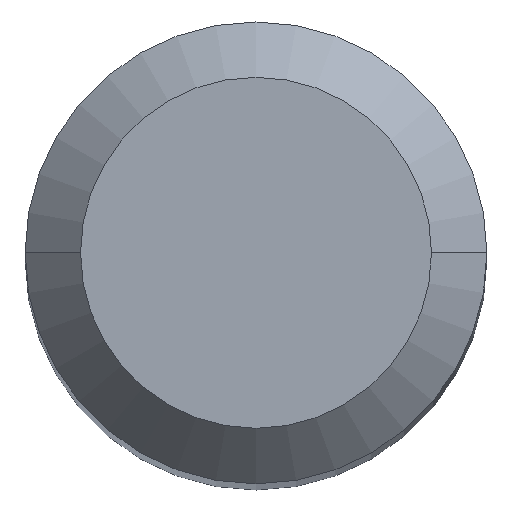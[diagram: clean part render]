
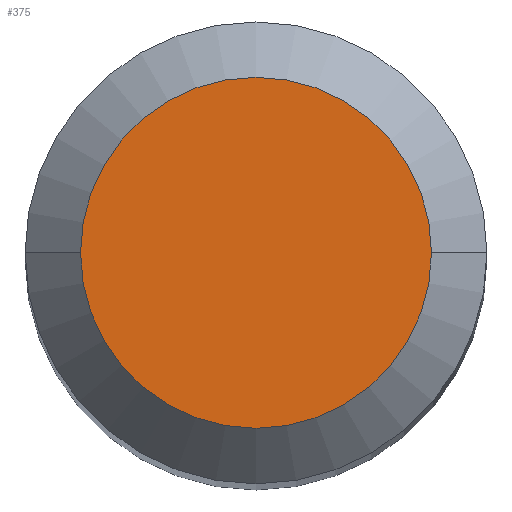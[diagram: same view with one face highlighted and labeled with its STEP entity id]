
A CAD part, top view. The second image highlights one B-rep face of the part: STEP entity #375.
In plain terms, the highlighted planar face has unit normal (0, 0, 1).
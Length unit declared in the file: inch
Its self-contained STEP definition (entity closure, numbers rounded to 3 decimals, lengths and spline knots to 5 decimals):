
#46 = DIRECTION ( 'NONE',  ( 0., 0., 1. ) ) ;
#110 = CIRCLE ( 'NONE', #548, 0.0475 ) ;
#181 = DIRECTION ( 'NONE',  ( 1., 0., 0. ) ) ;
#184 = FACE_OUTER_BOUND ( 'NONE', #906, .T. ) ;
#224 = AXIS2_PLACEMENT_3D ( 'NONE', #327, #46, #181 ) ;
#236 = VERTEX_POINT ( 'NONE', #677 ) ;
#304 = EDGE_CURVE ( 'NONE', #236, #796, #110, .T. ) ;
#317 = DIRECTION ( 'NONE',  ( 0., 0., 1. ) ) ;
#327 = CARTESIAN_POINT ( 'NONE',  ( 0., 0., 1.5 ) ) ;
#375 = ADVANCED_FACE ( 'NONE', ( #184 ), #647, .T. ) ;
#404 = AXIS2_PLACEMENT_3D ( 'NONE', #409, #317, #724 ) ;
#409 = CARTESIAN_POINT ( 'NONE',  ( 0., 0., 1.5 ) ) ;
#499 = CIRCLE ( 'NONE', #224, 0.0475 ) ;
#548 = AXIS2_PLACEMENT_3D ( 'NONE', #876, #577, #887 ) ;
#577 = DIRECTION ( 'NONE',  ( 0., 0., 1. ) ) ;
#647 = PLANE ( 'NONE',  #404 ) ;
#677 = CARTESIAN_POINT ( 'NONE',  ( 0.0475, 0., 1.5 ) ) ;
#699 = ORIENTED_EDGE ( 'NONE', *, *, #304, .T. ) ;
#724 = DIRECTION ( 'NONE',  ( 1., 0., 0. ) ) ;
#796 = VERTEX_POINT ( 'NONE', #952 ) ;
#835 = EDGE_CURVE ( 'NONE', #796, #236, #499, .T. ) ;
#864 = ORIENTED_EDGE ( 'NONE', *, *, #835, .T. ) ;
#876 = CARTESIAN_POINT ( 'NONE',  ( 0., 0., 1.5 ) ) ;
#887 = DIRECTION ( 'NONE',  ( 1., 0., 0. ) ) ;
#906 = EDGE_LOOP ( 'NONE', ( #864, #699 ) ) ;
#952 = CARTESIAN_POINT ( 'NONE',  ( -0.0475, 0., 1.5 ) ) ;
